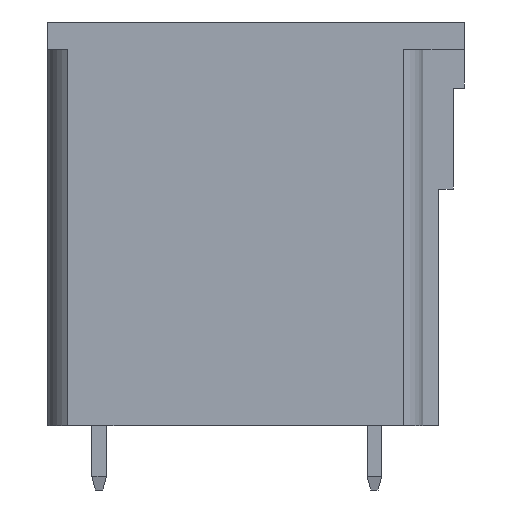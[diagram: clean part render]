
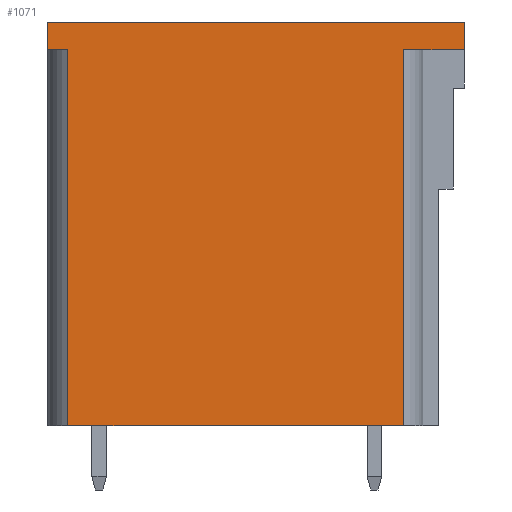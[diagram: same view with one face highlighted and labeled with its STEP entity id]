
A CAD part, left-side view. The second image highlights one B-rep face of the part: STEP entity #1071.
In plain terms, the highlighted planar face has unit normal (-1, 0, 0).
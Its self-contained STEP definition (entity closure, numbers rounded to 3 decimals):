
#1071 = ADVANCED_FACE( '', ( #2188 ), #2189, .F. );
#2188 = FACE_OUTER_BOUND( '', #3378, .T. );
#2189 = PLANE( '', #3379 );
#3378 = EDGE_LOOP( '', ( #6196, #6197, #6198, #6199, #6200, #6201, #6202, #6203 ) );
#3379 = AXIS2_PLACEMENT_3D( '', #6204, #6205, #6206 );
#6196 = ORIENTED_EDGE( '', *, *, #8417, .F. );
#6197 = ORIENTED_EDGE( '', *, *, #8254, .F. );
#6198 = ORIENTED_EDGE( '', *, *, #8418, .F. );
#6199 = ORIENTED_EDGE( '', *, *, #7322, .F. );
#6200 = ORIENTED_EDGE( '', *, *, #7423, .F. );
#6201 = ORIENTED_EDGE( '', *, *, #8179, .F. );
#6202 = ORIENTED_EDGE( '', *, *, #8419, .T. );
#6203 = ORIENTED_EDGE( '', *, *, #7302, .T. );
#6204 = CARTESIAN_POINT( '', ( -9.005, 0., 0. ) );
#6205 = DIRECTION( '', ( 1., 0., 0. ) );
#6206 = DIRECTION( '', ( 0., 0., -1. ) );
#7302 = EDGE_CURVE( '', #8745, #8742, #8746, .T. );
#7322 = EDGE_CURVE( '', #8779, #8770, #8781, .T. );
#7423 = EDGE_CURVE( '', #8961, #8779, #8964, .T. );
#8179 = EDGE_CURVE( '', #10142, #8961, #10144, .T. );
#8254 = EDGE_CURVE( '', #10234, #10232, #10236, .T. );
#8417 = EDGE_CURVE( '', #10232, #8742, #10443, .T. );
#8418 = EDGE_CURVE( '', #8770, #10234, #10444, .T. );
#8419 = EDGE_CURVE( '', #10142, #8745, #10445, .T. );
#8742 = VERTEX_POINT( '', #10831 );
#8745 = VERTEX_POINT( '', #10835 );
#8746 = LINE( '', #10836, #10837 );
#8770 = VERTEX_POINT( '', #10871 );
#8779 = VERTEX_POINT( '', #10885 );
#8781 = LINE( '', #10888, #10889 );
#8961 = VERTEX_POINT( '', #11149 );
#8964 = LINE( '', #11153, #11154 );
#10142 = VERTEX_POINT( '', #12981 );
#10144 = LINE( '', #12984, #12985 );
#10232 = VERTEX_POINT( '', #13120 );
#10234 = VERTEX_POINT( '', #13123 );
#10236 = LINE( '', #13126, #13127 );
#10443 = LINE( '', #13481, #13482 );
#10444 = LINE( '', #13483, #13484 );
#10445 = LINE( '', #13485, #13486 );
#10831 = CARTESIAN_POINT( '', ( -9.005, 10.25, -22. ) );
#10835 = CARTESIAN_POINT( '', ( -9.005, 10.25, -1.5 ) );
#10836 = CARTESIAN_POINT( '', ( -9.005, 10.25, -1.5 ) );
#10837 = VECTOR( '', #13965, 1000. );
#10871 = CARTESIAN_POINT( '', ( -9.005, -11.35, -1.5 ) );
#10885 = CARTESIAN_POINT( '', ( -9.005, -11.35, 0. ) );
#10888 = CARTESIAN_POINT( '', ( -9.005, -11.35, 0. ) );
#10889 = VECTOR( '', #13982, 1000. );
#11149 = CARTESIAN_POINT( '', ( -9.005, 11.35, 0. ) );
#11153 = CARTESIAN_POINT( '', ( -9.005, 11.35, 0. ) );
#11154 = VECTOR( '', #14079, 1000. );
#12981 = CARTESIAN_POINT( '', ( -9.005, 11.35, -1.5 ) );
#12984 = CARTESIAN_POINT( '', ( -9.005, 11.35, -22. ) );
#12985 = VECTOR( '', #14706, 1000. );
#13120 = CARTESIAN_POINT( '', ( -9.005, -8.05, -22. ) );
#13123 = CARTESIAN_POINT( '', ( -9.005, -8.05, -1.5 ) );
#13126 = CARTESIAN_POINT( '', ( -9.005, -8.05, -1.5 ) );
#13127 = VECTOR( '', #14762, 1000. );
#13481 = CARTESIAN_POINT( '', ( -9.005, -9.95, -22. ) );
#13482 = VECTOR( '', #14880, 1000. );
#13483 = CARTESIAN_POINT( '', ( -9.005, -11.35, -1.5 ) );
#13484 = VECTOR( '', #14881, 1000. );
#13485 = CARTESIAN_POINT( '', ( -9.005, 11.35, -1.5 ) );
#13486 = VECTOR( '', #14882, 1000. );
#13965 = DIRECTION( '', ( 0., 0., -1. ) );
#13982 = DIRECTION( '', ( 0., 0., -1. ) );
#14079 = DIRECTION( '', ( 0., -1., 0. ) );
#14706 = DIRECTION( '', ( 0., 0., 1. ) );
#14762 = DIRECTION( '', ( 0., 0., -1. ) );
#14880 = DIRECTION( '', ( 0., 1., 0. ) );
#14881 = DIRECTION( '', ( 0., 1., 0. ) );
#14882 = DIRECTION( '', ( 0., -1., 0. ) );
